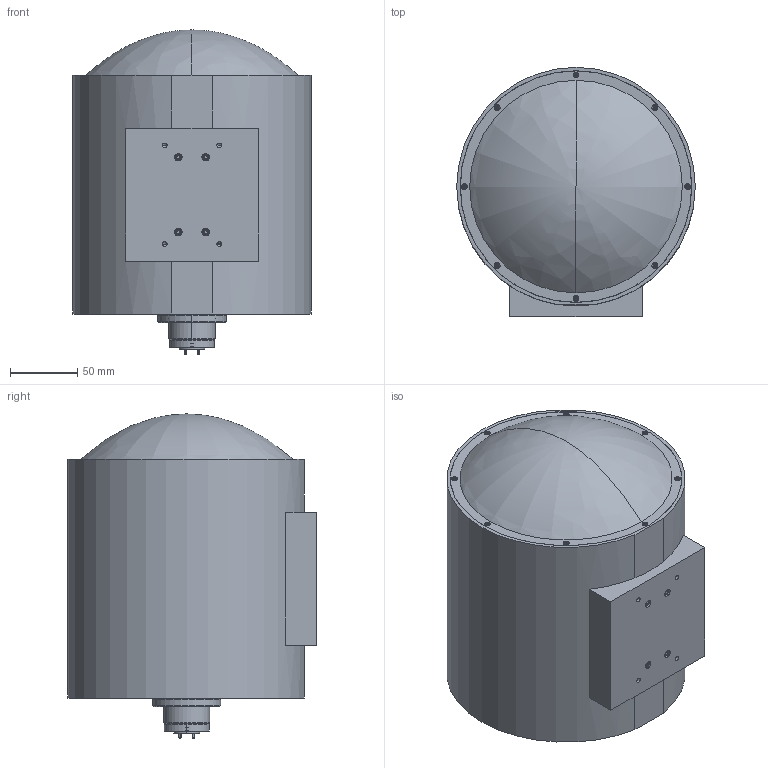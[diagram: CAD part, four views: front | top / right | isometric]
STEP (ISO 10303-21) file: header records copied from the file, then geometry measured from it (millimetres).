
FILE_DESCRIPTION (( 'STEP AP203' ), '1' );
FILE_NAME ('SAG-1441544601-059-S1, Defeatured.STEP', '2021-11-16T18:47:22', ( '' ), ( '' ), 'SwSTEP 2.0', 'SolidWorks 2021', '' );
FILE_SCHEMA (( 'CONFIG_CONTROL_DESIGN' ));
Length unit declared in the file: millimetre
Products named in the file (1): SAG-1441544601-059-S1, Defeatured
Bounding box: 177.8 x 185.58 x 241.54 mm (x, y, z)
Volume: 4903650.9 mm3; surface area: 179747 mm2
Topology: 35 solids, 36 shells, 1211 faces, 2769 edges, 1703 vertices
Faces by surface type: plane 530, cylinder 361, cone 318, bspline 2
Entity records: 36426 total; most frequent: CARTESIAN_POINT 9642, DIRECTION 5655, ORIENTED_EDGE 5438, EDGE_CURVE 2719, AXIS2_PLACEMENT_3D 2240, VERTEX_POINT 1703, EDGE_LOOP 1346, ADVANCED_FACE 1211
